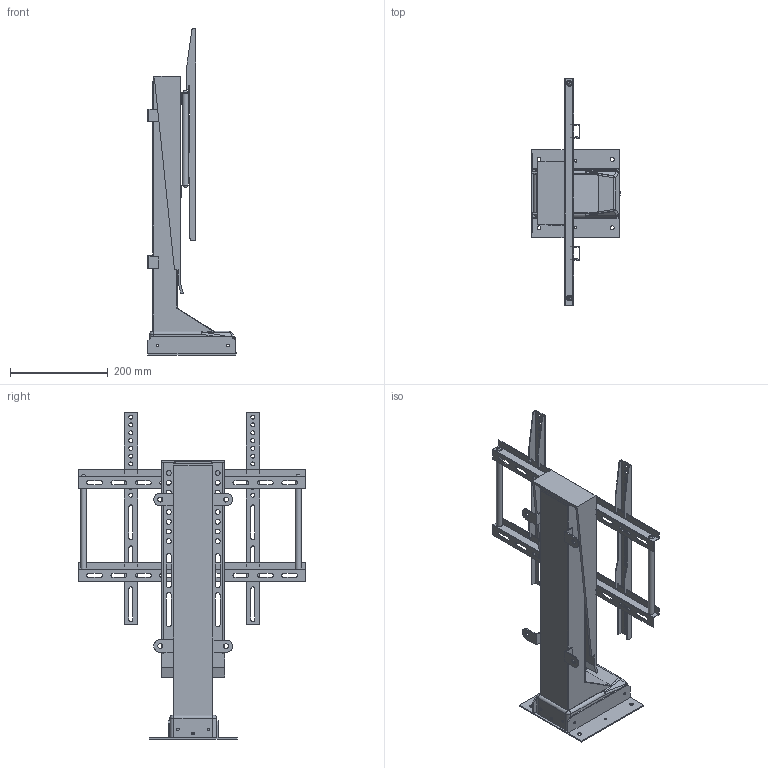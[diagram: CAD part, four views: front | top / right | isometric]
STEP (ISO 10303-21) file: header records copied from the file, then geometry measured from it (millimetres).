
FILE_DESCRIPTION(('FreeCAD Model'),'2;1');
FILE_NAME('FA-TVL-180-25-pop up.step','2016-11-04T12:09:04',('Technical Support'),( 'Firgelli Automations Inc'),'Open CASCADE STEP processor 6.8', 'FreeCAD','Unknown');
FILE_SCHEMA(('AUTOMOTIVE_DESIGN_CC2 { 1 2 10303 214 -1 1 5 4 }'));
Products named in the file (3): Cloumn_Lift; TV_Support_Brackets; Mounting_Bracket
Bounding box: 181.5 x 465 x 668.28 mm (x, y, z)
Volume: 3080536.1 mm3; surface area: 726010.7 mm2
Topology: 3 solids, 9 shells, 1288 faces, 3565 edges, 2305 vertices
Faces by surface type: plane 561, cylinder 529, torus 147, bspline 29, sphere 18, cone 4
Full cylindrical faces by diameter (mm): 5 x6, 8 x26, 10 x20, 12 x3
Entity records: 157815 total; most frequent: CARTESIAN_POINT 91193, DIRECTION 11355, ORIENTED_EDGE 7100, PCURVE 7100, DEFINITIONAL_REPRESENTATION 7100, LINE 5495, VECTOR 5495, EDGE_CURVE 3550
